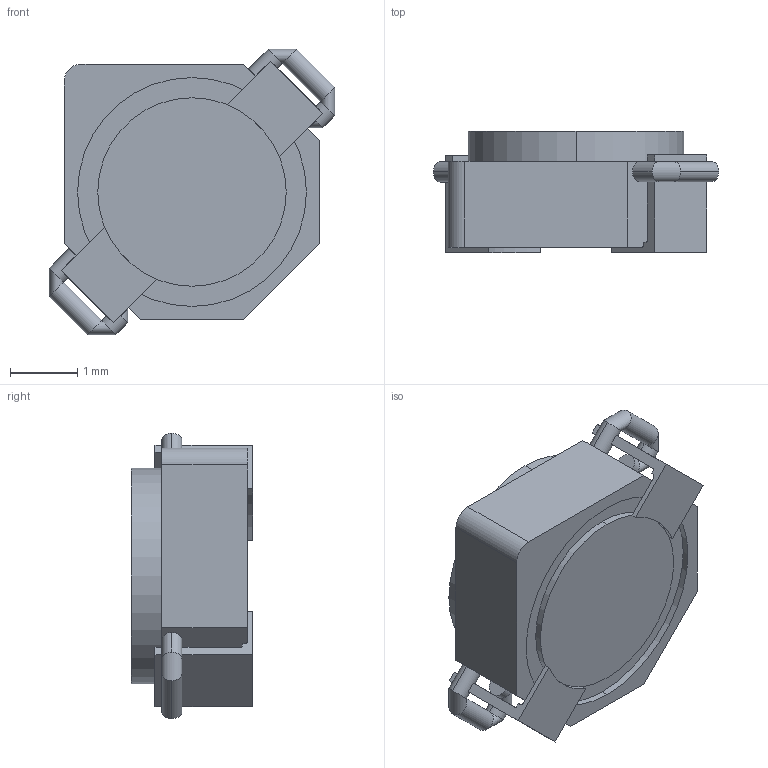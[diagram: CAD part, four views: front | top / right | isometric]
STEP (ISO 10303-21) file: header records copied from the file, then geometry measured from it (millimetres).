
FILE_DESCRIPTION (( 'STEP AP214' ), '1' );
FILE_NAME ('CDRH3D16-HPNP-330MC.STEP', '2019-08-27T16:33:21', ( '' ), ( '' ), 'SwSTEP 2.0', 'SolidWorks 2017', '' );
FILE_SCHEMA (( 'AUTOMOTIVE_DESIGN' ));
Length unit declared in the file: millimetre
Products named in the file (1): CDRH3D16-HPNP-330MC
Bounding box: 4.24 x 1.8 x 4.24 mm (x, y, z)
Volume: 20.2 mm3; surface area: 63.8 mm2
Topology: 5 solids, 5 shells, 79 faces, 192 edges, 114 vertices
Faces by surface type: plane 38, cylinder 35, torus 6
Entity records: 2290 total; most frequent: DIRECTION 410, CARTESIAN_POINT 374, ORIENTED_EDGE 360, EDGE_CURVE 180, AXIS2_PLACEMENT_3D 150, VERTEX_POINT 114, LINE 110, VECTOR 110
